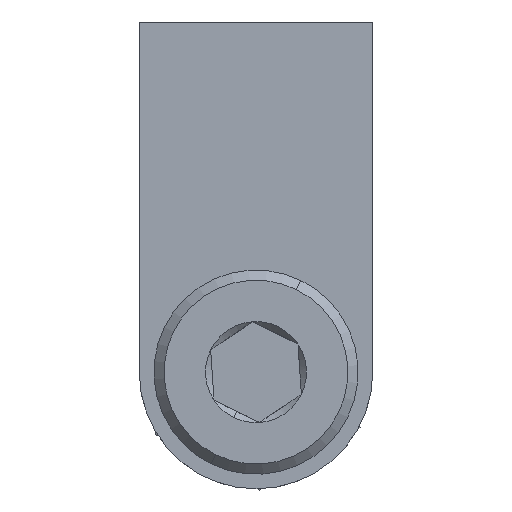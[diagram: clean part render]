
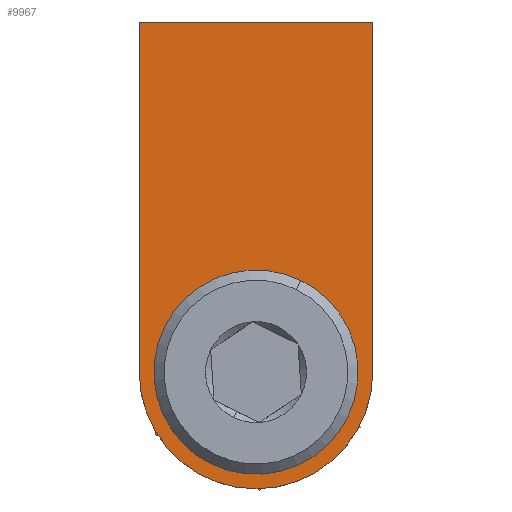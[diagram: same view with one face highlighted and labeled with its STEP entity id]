
A CAD part, left-side view. The second image highlights one B-rep face of the part: STEP entity #9967.
In plain terms, the highlighted planar face has unit normal (-1, 0, 0).
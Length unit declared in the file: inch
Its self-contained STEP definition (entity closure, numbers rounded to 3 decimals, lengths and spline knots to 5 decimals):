
#163 = ORIENTED_EDGE ( 'NONE', *, *, #8474, .T. ) ;
#479 = CARTESIAN_POINT ( 'NONE',  ( -0.25591, 0.31496, -0.15748 ) ) ;
#613 = CARTESIAN_POINT ( 'NONE',  ( -0.25591, 0.31496, 0. ) ) ;
#621 = DIRECTION ( 'NONE',  ( 1., 0., 0. ) ) ;
#652 = CARTESIAN_POINT ( 'NONE',  ( -0.25591, 0.31496, 0.31496 ) ) ;
#864 = CARTESIAN_POINT ( 'NONE',  ( -0.25591, 0.15748, -0.31496 ) ) ;
#1015 = CARTESIAN_POINT ( 'NONE',  ( -0.25591, 0., 0.31496 ) ) ;
#1126 = DIRECTION ( 'NONE',  ( 1., 0., 0. ) ) ;
#1320 = LINE ( 'NONE', #11644, #2069 ) ;
#1465 = DIRECTION ( 'NONE',  ( 1., 0., 0. ) ) ;
#1565 = CARTESIAN_POINT ( 'NONE',  ( -0.25591, 0.31496, 0.31496 ) ) ;
#1793 = ORIENTED_EDGE ( 'NONE', *, *, #3661, .T. ) ;
#1874 = EDGE_CURVE ( 'NONE', #12264, #9637, #2176, .T. ) ;
#2006 = CARTESIAN_POINT ( 'NONE',  ( -0.25591, 0.15748, -0.23622 ) ) ;
#2069 = VECTOR ( 'NONE', #4892, 39.37008 ) ;
#2120 = VERTEX_POINT ( 'NONE', #4384 ) ;
#2176 = CIRCLE ( 'NONE', #2351, 0.07874 ) ;
#2179 = CARTESIAN_POINT ( 'NONE',  ( -0.25591, 0.15748, -0.07874 ) ) ;
#2351 = AXIS2_PLACEMENT_3D ( 'NONE', #4030, #1126, #7935 ) ;
#2607 = PLANE ( 'NONE',  #11286 ) ;
#2696 = FACE_OUTER_BOUND ( 'NONE', #4518, .T. ) ;
#2841 = ORIENTED_EDGE ( 'NONE', *, *, #11278, .F. ) ;
#2869 = CARTESIAN_POINT ( 'NONE',  ( -0.25591, 0.15748, -0.15748 ) ) ;
#3108 = VECTOR ( 'NONE', #6967, 39.37008 ) ;
#3493 = CIRCLE ( 'NONE', #9776, 0.15748 ) ;
#3519 = CARTESIAN_POINT ( 'NONE',  ( -0.25591, 0.15748, -0.15748 ) ) ;
#3561 = DIRECTION ( 'NONE',  ( -1., 0., 0. ) ) ;
#3661 = EDGE_CURVE ( 'NONE', #4954, #6569, #8548, .T. ) ;
#3724 = LINE ( 'NONE', #9869, #3108 ) ;
#3811 = DIRECTION ( 'NONE',  ( -1., 0., 0. ) ) ;
#4030 = CARTESIAN_POINT ( 'NONE',  ( -0.25591, 0.15748, -0.15748 ) ) ;
#4384 = CARTESIAN_POINT ( 'NONE',  ( -0.25591, 0., -0.15748 ) ) ;
#4518 = EDGE_LOOP ( 'NONE', ( #1793, #163, #9350, #7578, #2841 ) ) ;
#4530 = VERTEX_POINT ( 'NONE', #652 ) ;
#4892 = DIRECTION ( 'NONE',  ( 0., 0., 1. ) ) ;
#4954 = VERTEX_POINT ( 'NONE', #479 ) ;
#5110 = ORIENTED_EDGE ( 'NONE', *, *, #1874, .T. ) ;
#5470 = AXIS2_PLACEMENT_3D ( 'NONE', #2869, #3811, #6655 ) ;
#6511 = VECTOR ( 'NONE', #7503, 39.37008 ) ;
#6569 = VERTEX_POINT ( 'NONE', #864 ) ;
#6655 = DIRECTION ( 'NONE',  ( 0., 0., -1. ) ) ;
#6870 = EDGE_CURVE ( 'NONE', #4530, #7162, #8370, .T. ) ;
#6967 = DIRECTION ( 'NONE',  ( 0., 0., 1. ) ) ;
#6981 = CIRCLE ( 'NONE', #12652, 0.07874 ) ;
#7162 = VERTEX_POINT ( 'NONE', #1015 ) ;
#7503 = DIRECTION ( 'NONE',  ( 0., -1., 0. ) ) ;
#7578 = ORIENTED_EDGE ( 'NONE', *, *, #6870, .F. ) ;
#7935 = DIRECTION ( 'NONE',  ( 0., 0., -1. ) ) ;
#8370 = LINE ( 'NONE', #1565, #6511 ) ;
#8425 = EDGE_CURVE ( 'NONE', #9637, #12264, #6981, .T. ) ;
#8474 = EDGE_CURVE ( 'NONE', #6569, #2120, #3493, .T. ) ;
#8548 = CIRCLE ( 'NONE', #5470, 0.15748 ) ;
#8939 = FACE_BOUND ( 'NONE', #9179, .T. ) ;
#9179 = EDGE_LOOP ( 'NONE', ( #5110, #9415 ) ) ;
#9350 = ORIENTED_EDGE ( 'NONE', *, *, #10295, .T. ) ;
#9396 = DIRECTION ( 'NONE',  ( 0., 0., -1. ) ) ;
#9415 = ORIENTED_EDGE ( 'NONE', *, *, #8425, .T. ) ;
#9637 = VERTEX_POINT ( 'NONE', #2179 ) ;
#9776 = AXIS2_PLACEMENT_3D ( 'NONE', #3519, #3561, #11496 ) ;
#9869 = CARTESIAN_POINT ( 'NONE',  ( -0.25591, 0.31496, 0. ) ) ;
#9967 = ADVANCED_FACE ( 'NONE', ( #8939, #2696 ), #2607, .F. ) ;
#10295 = EDGE_CURVE ( 'NONE', #2120, #7162, #1320, .T. ) ;
#10335 = CARTESIAN_POINT ( 'NONE',  ( -0.25591, 0.15748, -0.15748 ) ) ;
#11278 = EDGE_CURVE ( 'NONE', #4954, #4530, #3724, .T. ) ;
#11286 = AXIS2_PLACEMENT_3D ( 'NONE', #613, #1465, #11324 ) ;
#11324 = DIRECTION ( 'NONE',  ( 0., 0., -1. ) ) ;
#11496 = DIRECTION ( 'NONE',  ( 0., 0., -1. ) ) ;
#11644 = CARTESIAN_POINT ( 'NONE',  ( -0.25591, 0., 0. ) ) ;
#12264 = VERTEX_POINT ( 'NONE', #2006 ) ;
#12652 = AXIS2_PLACEMENT_3D ( 'NONE', #10335, #621, #9396 ) ;
